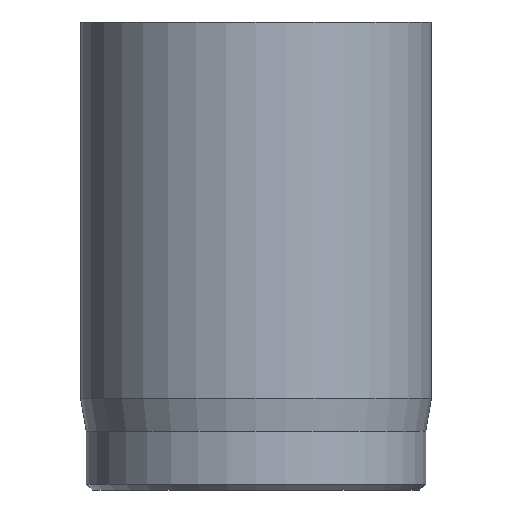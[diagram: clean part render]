
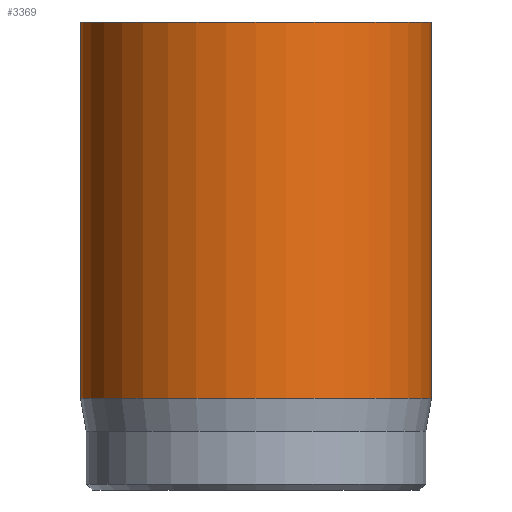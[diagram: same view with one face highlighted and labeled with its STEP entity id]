
A CAD part, front view. The second image highlights one B-rep face of the part: STEP entity #3369.
In plain terms, the highlighted cylindrical face has radius 3 mm (diameter 6 mm), a full revolution.
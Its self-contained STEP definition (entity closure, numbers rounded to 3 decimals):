
#31=CYLINDRICAL_SURFACE('',#3548,3.);
#44=CIRCLE('',#3524,3.);
#55=CIRCLE('',#3546,3.);
#56=CIRCLE('',#3547,3.);
#260=FACE_OUTER_BOUND('',#466,.T.);
#466=EDGE_LOOP('',(#2753,#2754,#2755,#2756,#2757));
#676=LINE('',#5931,#901);
#901=VECTOR('',#3829,3.);
#1457=VERTEX_POINT('',#5887);
#1468=VERTEX_POINT('',#5925);
#1469=VERTEX_POINT('',#5926);
#1901=EDGE_CURVE('',#1457,#1457,#44,.T.);
#1917=EDGE_CURVE('',#1468,#1469,#55,.T.);
#1918=EDGE_CURVE('',#1469,#1468,#56,.T.);
#1920=EDGE_CURVE('',#1457,#1468,#676,.T.);
#2753=ORIENTED_EDGE('',*,*,#1901,.T.);
#2754=ORIENTED_EDGE('',*,*,#1920,.T.);
#2755=ORIENTED_EDGE('',*,*,#1917,.T.);
#2756=ORIENTED_EDGE('',*,*,#1918,.T.);
#2757=ORIENTED_EDGE('',*,*,#1920,.F.);
#3369=ADVANCED_FACE('',(#260),#31,.T.);
#3524=AXIS2_PLACEMENT_3D('',#5888,#3773,#3774);
#3546=AXIS2_PLACEMENT_3D('',#5927,#3822,#3823);
#3547=AXIS2_PLACEMENT_3D('',#5928,#3824,#3825);
#3548=AXIS2_PLACEMENT_3D('',#5930,#3827,#3828);
#3773=DIRECTION('center_axis',(0.,0.,-1.));
#3774=DIRECTION('ref_axis',(-1.,0.,0.));
#3822=DIRECTION('center_axis',(0.,0.,1.));
#3823=DIRECTION('ref_axis',(-1.,0.,0.));
#3824=DIRECTION('center_axis',(0.,0.,1.));
#3825=DIRECTION('ref_axis',(-1.,0.,0.));
#3827=DIRECTION('center_axis',(0.,0.,1.));
#3828=DIRECTION('ref_axis',(-1.,0.,0.));
#3829=DIRECTION('',(0.,0.,-1.));
#5887=CARTESIAN_POINT('',(3.,0.,8.));
#5888=CARTESIAN_POINT('Origin',(0.,0.,8.));
#5925=CARTESIAN_POINT('',(3.,0.,1.567));
#5926=CARTESIAN_POINT('',(-3.,0.,1.567));
#5927=CARTESIAN_POINT('Origin',(0.,0.,1.567));
#5928=CARTESIAN_POINT('Origin',(0.,0.,1.567));
#5930=CARTESIAN_POINT('Origin',(0.,0.,0.));
#5931=CARTESIAN_POINT('',(3.,0.,0.));
